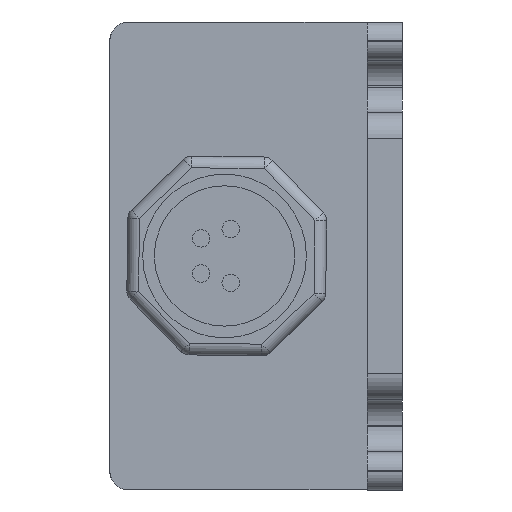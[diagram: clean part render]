
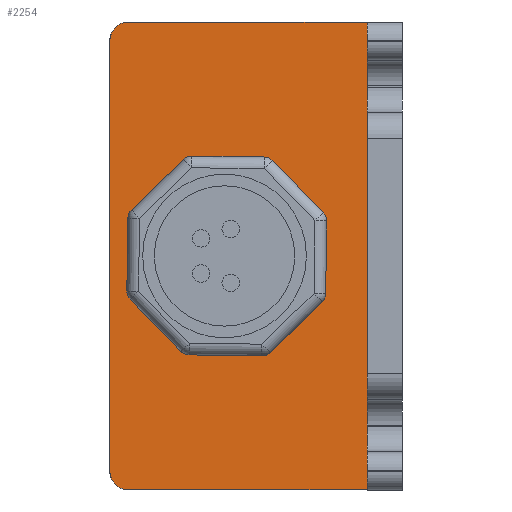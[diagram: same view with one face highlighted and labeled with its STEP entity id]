
A CAD part, left-side view. The second image highlights one B-rep face of the part: STEP entity #2254.
In plain terms, the highlighted planar face has unit normal (-1, 0, 0).
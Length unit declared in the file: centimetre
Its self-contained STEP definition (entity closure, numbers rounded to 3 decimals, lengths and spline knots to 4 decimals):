
#148=PLANE('',#3051);
#190=VECTOR('',#2422,1.);
#191=VECTOR('',#2424,1.);
#192=VECTOR('',#2426,1.);
#193=VECTOR('',#2428,1.);
#194=VECTOR('',#2472,1.);
#195=VECTOR('',#2474,1.);
#196=VECTOR('',#2476,1.);
#197=VECTOR('',#2478,1.);
#213=VECTOR('',#2504,1.);
#236=VECTOR('',#2547,1.);
#251=VECTOR('',#2595,1.);
#314=VECTOR('',#2767,1.);
#319=VECTOR('',#2776,1.);
#321=VECTOR('',#2780,1.);
#377=LINE('',#3209,#190);
#378=LINE('',#3211,#191);
#379=LINE('',#3213,#192);
#380=LINE('',#3215,#193);
#381=LINE('',#3253,#194);
#382=LINE('',#3255,#195);
#383=LINE('',#3257,#196);
#384=LINE('',#3259,#197);
#400=LINE('',#3298,#213);
#423=LINE('',#3360,#236);
#438=LINE('',#3417,#251);
#501=LINE('',#3605,#314);
#506=LINE('',#3616,#319);
#508=LINE('',#3620,#321);
#589=VERTEX_POINT('',#3089);
#590=VERTEX_POINT('',#3090);
#594=VERTEX_POINT('',#3102);
#595=VERTEX_POINT('',#3103);
#599=VERTEX_POINT('',#3118);
#600=VERTEX_POINT('',#3119);
#604=VERTEX_POINT('',#3131);
#605=VERTEX_POINT('',#3132);
#609=VERTEX_POINT('',#3147);
#610=VERTEX_POINT('',#3148);
#614=VERTEX_POINT('',#3160);
#615=VERTEX_POINT('',#3161);
#619=VERTEX_POINT('',#3176);
#620=VERTEX_POINT('',#3177);
#624=VERTEX_POINT('',#3189);
#625=VERTEX_POINT('',#3190);
#653=VERTEX_POINT('',#3297);
#654=VERTEX_POINT('',#3299);
#675=VERTEX_POINT('',#3346);
#676=VERTEX_POINT('',#3347);
#681=VERTEX_POINT('',#3361);
#706=VERTEX_POINT('',#3418);
#769=VERTEX_POINT('',#3604);
#770=VERTEX_POINT('',#3606);
#796=CIRCLE('',#2862,0.1);
#800=CIRCLE('',#2868,0.1);
#804=CIRCLE('',#2875,0.1);
#808=CIRCLE('',#2881,0.1);
#812=CIRCLE('',#2888,0.1);
#816=CIRCLE('',#2894,0.1);
#820=CIRCLE('',#2901,0.1);
#824=CIRCLE('',#2907,0.1);
#842=CIRCLE('',#2959,0.16);
#845=CIRCLE('',#2965,0.16);
#904=EDGE_CURVE('',#589,#590,#796,.F.);
#910=EDGE_CURVE('',#594,#595,#800,.F.);
#918=EDGE_CURVE('',#599,#600,#804,.F.);
#924=EDGE_CURVE('',#604,#605,#808,.F.);
#932=EDGE_CURVE('',#609,#610,#812,.F.);
#938=EDGE_CURVE('',#614,#615,#816,.F.);
#946=EDGE_CURVE('',#619,#620,#820,.F.);
#952=EDGE_CURVE('',#624,#625,#824,.F.);
#965=EDGE_CURVE('',#589,#595,#377,.T.);
#966=EDGE_CURVE('',#594,#605,#378,.T.);
#967=EDGE_CURVE('',#604,#615,#379,.T.);
#968=EDGE_CURVE('',#614,#625,#380,.T.);
#981=EDGE_CURVE('',#619,#610,#381,.T.);
#982=EDGE_CURVE('',#609,#600,#382,.T.);
#983=EDGE_CURVE('',#599,#590,#383,.T.);
#984=EDGE_CURVE('',#624,#620,#384,.T.);
#1003=EDGE_CURVE('',#653,#654,#400,.T.);
#1029=EDGE_CURVE('',#675,#676,#842,.T.);
#1036=EDGE_CURVE('',#676,#681,#423,.T.);
#1042=EDGE_CURVE('',#681,#653,#845,.T.);
#1069=EDGE_CURVE('',#654,#706,#438,.T.);
#1169=EDGE_CURVE('',#770,#769,#501,.T.);
#1174=EDGE_CURVE('',#769,#706,#506,.T.);
#1182=EDGE_CURVE('',#770,#675,#508,.T.);
#1730=ORIENTED_EDGE('',*,*,#946,.F.);
#1731=ORIENTED_EDGE('',*,*,#981,.T.);
#1732=ORIENTED_EDGE('',*,*,#932,.F.);
#1733=ORIENTED_EDGE('',*,*,#982,.T.);
#1734=ORIENTED_EDGE('',*,*,#918,.F.);
#1735=ORIENTED_EDGE('',*,*,#983,.T.);
#1736=ORIENTED_EDGE('',*,*,#904,.F.);
#1737=ORIENTED_EDGE('',*,*,#965,.T.);
#1738=ORIENTED_EDGE('',*,*,#910,.F.);
#1739=ORIENTED_EDGE('',*,*,#966,.T.);
#1740=ORIENTED_EDGE('',*,*,#924,.F.);
#1741=ORIENTED_EDGE('',*,*,#967,.T.);
#1742=ORIENTED_EDGE('',*,*,#938,.F.);
#1743=ORIENTED_EDGE('',*,*,#968,.T.);
#1744=ORIENTED_EDGE('',*,*,#952,.F.);
#1745=ORIENTED_EDGE('',*,*,#984,.T.);
#1746=ORIENTED_EDGE('',*,*,#1029,.F.);
#1747=ORIENTED_EDGE('',*,*,#1182,.F.);
#1748=ORIENTED_EDGE('',*,*,#1169,.T.);
#1749=ORIENTED_EDGE('',*,*,#1174,.T.);
#1750=ORIENTED_EDGE('',*,*,#1069,.F.);
#1751=ORIENTED_EDGE('',*,*,#1003,.F.);
#1752=ORIENTED_EDGE('',*,*,#1042,.F.);
#1753=ORIENTED_EDGE('',*,*,#1036,.F.);
#1980=EDGE_LOOP('',(#1730,#1731,#1732,#1733,#1734,#1735,#1736,#1737,#1738,
#1739,#1740,#1741,#1742,#1743,#1744,#1745));
#1981=EDGE_LOOP('',(#1746,#1747,#1748,#1749,#1750,#1751,#1752,#1753));
#2123=FACE_BOUND('',#1980,.T.);
#2124=FACE_BOUND('',#1981,.T.);
#2254=ADVANCED_FACE('',(#2123,#2124),#148,.F.);
#2287=DIRECTION('',(1.,0.,0.));
#2288=DIRECTION('',(0.,0.092,0.039));
#2301=DIRECTION('',(1.,0.,0.));
#2302=DIRECTION('',(0.,0.037,0.093));
#2319=DIRECTION('',(1.,0.,0.));
#2320=DIRECTION('',(0.,0.093,-0.037));
#2333=DIRECTION('',(1.,0.,0.));
#2334=DIRECTION('',(0.,-0.039,0.092));
#2351=DIRECTION('',(1.,0.,0.));
#2352=DIRECTION('',(0.,0.039,-0.092));
#2365=DIRECTION('',(1.,0.,0.));
#2366=DIRECTION('',(0.,-0.093,0.037));
#2383=DIRECTION('',(1.,0.,0.));
#2384=DIRECTION('',(0.,-0.037,-0.093));
#2397=DIRECTION('',(1.,0.,0.));
#2398=DIRECTION('',(0.,-0.092,-0.039));
#2422=DIRECTION('',(0.,-0.716,0.698));
#2424=DIRECTION('',(0.,-1.,-0.013));
#2426=DIRECTION('',(0.,-0.698,-0.716));
#2428=DIRECTION('',(0.,0.013,-1.));
#2472=DIRECTION('',(0.,1.,0.013));
#2474=DIRECTION('',(0.,0.698,0.716));
#2476=DIRECTION('',(0.,-0.013,1.));
#2478=DIRECTION('',(0.,0.716,-0.698));
#2504=DIRECTION('',(0.,-1.,0.));
#2535=DIRECTION('',(1.,0.,0.));
#2536=DIRECTION('',(0.,0.113,-0.113));
#2547=DIRECTION('',(0.,0.,1.));
#2553=DIRECTION('',(1.,0.,0.));
#2554=DIRECTION('',(0.,0.113,0.113));
#2595=DIRECTION('',(0.,0.,-1.));
#2767=DIRECTION('',(0.,0.,1.));
#2776=DIRECTION('',(0.,-1.,0.));
#2780=DIRECTION('',(0.,1.,0.));
#2788=DIRECTION('',(1.,0.,0.));
#2862=AXIS2_PLACEMENT_3D('',#3088,#2287,#2288);
#2868=AXIS2_PLACEMENT_3D('',#3101,#2301,#2302);
#2875=AXIS2_PLACEMENT_3D('',#3117,#2319,#2320);
#2881=AXIS2_PLACEMENT_3D('',#3130,#2333,#2334);
#2888=AXIS2_PLACEMENT_3D('',#3146,#2351,#2352);
#2894=AXIS2_PLACEMENT_3D('',#3159,#2365,#2366);
#2901=AXIS2_PLACEMENT_3D('',#3175,#2383,#2384);
#2907=AXIS2_PLACEMENT_3D('',#3188,#2397,#2398);
#2959=AXIS2_PLACEMENT_3D('',#3345,#2535,#2536);
#2965=AXIS2_PLACEMENT_3D('',#3369,#2553,#2554);
#3051=AXIS2_PLACEMENT_3D('',#3627,#2788,$);
#3088=CARTESIAN_POINT('',(-0.5,2.2459,0.3204));
#3089=CARTESIAN_POINT('',(-0.5,2.3157,0.3921));
#3090=CARTESIAN_POINT('',(-0.5,2.3459,0.3217));
#3101=CARTESIAN_POINT('',(-0.5,1.8008,0.754));
#3102=CARTESIAN_POINT('',(-0.5,1.7995,0.854));
#3103=CARTESIAN_POINT('',(-0.5,1.8706,0.8256));
#3117=CARTESIAN_POINT('',(-0.5,2.254,-0.3008));
#3118=CARTESIAN_POINT('',(-0.5,2.354,-0.2995));
#3119=CARTESIAN_POINT('',(-0.5,2.3256,-0.3706));
#3130=CARTESIAN_POINT('',(-0.5,1.1796,0.7459));
#3131=CARTESIAN_POINT('',(-0.5,1.1079,0.8157));
#3132=CARTESIAN_POINT('',(-0.5,1.1783,0.8459));
#3146=CARTESIAN_POINT('',(-0.5,1.8204,-0.7459));
#3147=CARTESIAN_POINT('',(-0.5,1.8921,-0.8157));
#3148=CARTESIAN_POINT('',(-0.5,1.8217,-0.8459));
#3159=CARTESIAN_POINT('',(-0.5,0.746,0.3008));
#3160=CARTESIAN_POINT('',(-0.5,0.646,0.2995));
#3161=CARTESIAN_POINT('',(-0.5,0.6744,0.3706));
#3175=CARTESIAN_POINT('',(-0.5,1.1992,-0.754));
#3176=CARTESIAN_POINT('',(-0.5,1.2005,-0.854));
#3177=CARTESIAN_POINT('',(-0.5,1.1294,-0.8256));
#3188=CARTESIAN_POINT('',(-0.5,0.7541,-0.3204));
#3189=CARTESIAN_POINT('',(-0.5,0.6843,-0.3921));
#3190=CARTESIAN_POINT('',(-0.5,0.6541,-0.3217));
#3209=CARTESIAN_POINT('',(-0.5,2.0288,0.6715));
#3211=CARTESIAN_POINT('',(-0.5,1.3637,0.8483));
#3213=CARTESIAN_POINT('',(-0.5,0.8302,0.5306));
#3215=CARTESIAN_POINT('',(-0.5,0.6501,-0.0094));
#3253=CARTESIAN_POINT('',(-0.5,1.3859,-0.8516));
#3255=CARTESIAN_POINT('',(-0.5,2.0479,-0.6557));
#3257=CARTESIAN_POINT('',(-0.5,2.3499,0.0128));
#3259=CARTESIAN_POINT('',(-0.5,0.8426,-0.5462));
#3297=CARTESIAN_POINT('',(-0.5,2.3391,2.));
#3298=CARTESIAN_POINT('',(-0.5,2.4991,2.));
#3299=CARTESIAN_POINT('',(-0.5,0.,2.));
#3345=CARTESIAN_POINT('',(-0.5,2.3391,-1.8397));
#3346=CARTESIAN_POINT('',(-0.5,2.3391,-1.9997));
#3347=CARTESIAN_POINT('',(-0.5,2.4991,-1.8397));
#3360=CARTESIAN_POINT('',(-0.5,2.4991,-1.9997));
#3361=CARTESIAN_POINT('',(-0.5,2.4991,1.84));
#3369=CARTESIAN_POINT('',(-0.5,2.3391,1.84));
#3417=CARTESIAN_POINT('',(-0.5,0.,2.));
#3418=CARTESIAN_POINT('',(-0.5,0.,1.9992));
#3604=CARTESIAN_POINT('',(-0.5,0.3,1.9992));
#3605=CARTESIAN_POINT('',(-0.5,0.3,-0.0003));
#3606=CARTESIAN_POINT('',(-0.5,0.3,-1.9997));
#3616=CARTESIAN_POINT('',(-0.5,0.6998,1.9992));
#3620=CARTESIAN_POINT('',(-0.5,0.,-1.9997));
#3627=CARTESIAN_POINT('',(-0.5,1.2495,0.0002));
